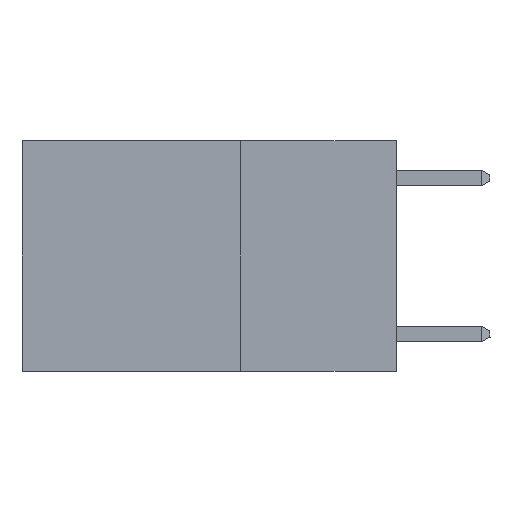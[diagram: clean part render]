
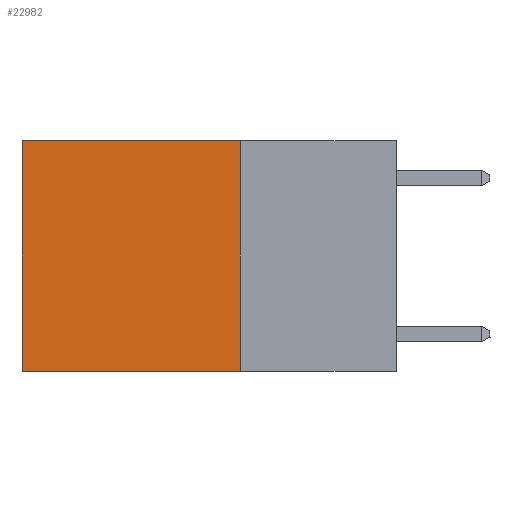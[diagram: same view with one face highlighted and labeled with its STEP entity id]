
A CAD part, left-side view. The second image highlights one B-rep face of the part: STEP entity #22982.
In plain terms, the highlighted planar face has unit normal (-1, 0, 0).
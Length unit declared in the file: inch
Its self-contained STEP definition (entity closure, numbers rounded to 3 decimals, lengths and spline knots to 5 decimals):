
#321 = ORIENTED_EDGE ( 'NONE', *, *, #19821, .F. ) ;
#1875 = CARTESIAN_POINT ( 'NONE',  ( 0.2625, 0.25, -0.37 ) ) ;
#2591 = LINE ( 'NONE', #23772, #25543 ) ;
#3202 = EDGE_CURVE ( 'NONE', #22587, #3918, #15468, .T. ) ;
#3626 = CARTESIAN_POINT ( 'NONE',  ( 0.2625, 0.25, 0. ) ) ;
#3760 = FACE_OUTER_BOUND ( 'NONE', #13766, .T. ) ;
#3918 = VERTEX_POINT ( 'NONE', #19929 ) ;
#5056 = CARTESIAN_POINT ( 'NONE',  ( 0.2625, 0.6, 0. ) ) ;
#5677 = ORIENTED_EDGE ( 'NONE', *, *, #9421, .T. ) ;
#5862 = DIRECTION ( 'NONE',  ( 1., 0., 0. ) ) ;
#6921 = ORIENTED_EDGE ( 'NONE', *, *, #3202, .T. ) ;
#9354 = VECTOR ( 'NONE', #20804, 39.37008 ) ;
#9421 = EDGE_CURVE ( 'NONE', #12389, #22587, #26571, .T. ) ;
#12318 = CARTESIAN_POINT ( 'NONE',  ( 0.2625, 0.25, 0. ) ) ;
#12389 = VERTEX_POINT ( 'NONE', #3626 ) ;
#13040 = LINE ( 'NONE', #26956, #23137 ) ;
#13766 = EDGE_LOOP ( 'NONE', ( #6921, #20563, #321, #5677 ) ) ;
#15468 = LINE ( 'NONE', #17772, #26264 ) ;
#16182 = DIRECTION ( 'NONE',  ( 0., 1., 0. ) ) ;
#17140 = VERTEX_POINT ( 'NONE', #1875 ) ;
#17353 = DIRECTION ( 'NONE',  ( 0., 0., -1. ) ) ;
#17772 = CARTESIAN_POINT ( 'NONE',  ( 0.2625, 0.6, 0. ) ) ;
#17862 = DIRECTION ( 'NONE',  ( 0., 0., -1. ) ) ;
#18634 = CARTESIAN_POINT ( 'NONE',  ( 0.2625, 0.25, 0. ) ) ;
#18791 = PLANE ( 'NONE',  #24621 ) ;
#19821 = EDGE_CURVE ( 'NONE', #12389, #17140, #2591, .T. ) ;
#19929 = CARTESIAN_POINT ( 'NONE',  ( 0.2625, 0.6, -0.37 ) ) ;
#20563 = ORIENTED_EDGE ( 'NONE', *, *, #27666, .F. ) ;
#20804 = DIRECTION ( 'NONE',  ( 0., 1., 0. ) ) ;
#20959 = DIRECTION ( 'NONE',  ( 0., 0., -1. ) ) ;
#22587 = VERTEX_POINT ( 'NONE', #5056 ) ;
#22982 = ADVANCED_FACE ( 'NONE', ( #3760 ), #18791, .F. ) ;
#23137 = VECTOR ( 'NONE', #16182, 39.37008 ) ;
#23772 = CARTESIAN_POINT ( 'NONE',  ( 0.2625, 0.25, 0. ) ) ;
#24621 = AXIS2_PLACEMENT_3D ( 'NONE', #12318, #5862, #20959 ) ;
#25543 = VECTOR ( 'NONE', #17353, 39.37008 ) ;
#26264 = VECTOR ( 'NONE', #17862, 39.37008 ) ;
#26571 = LINE ( 'NONE', #18634, #9354 ) ;
#26956 = CARTESIAN_POINT ( 'NONE',  ( 0.2625, 0.25, -0.37 ) ) ;
#27666 = EDGE_CURVE ( 'NONE', #17140, #3918, #13040, .T. ) ;
